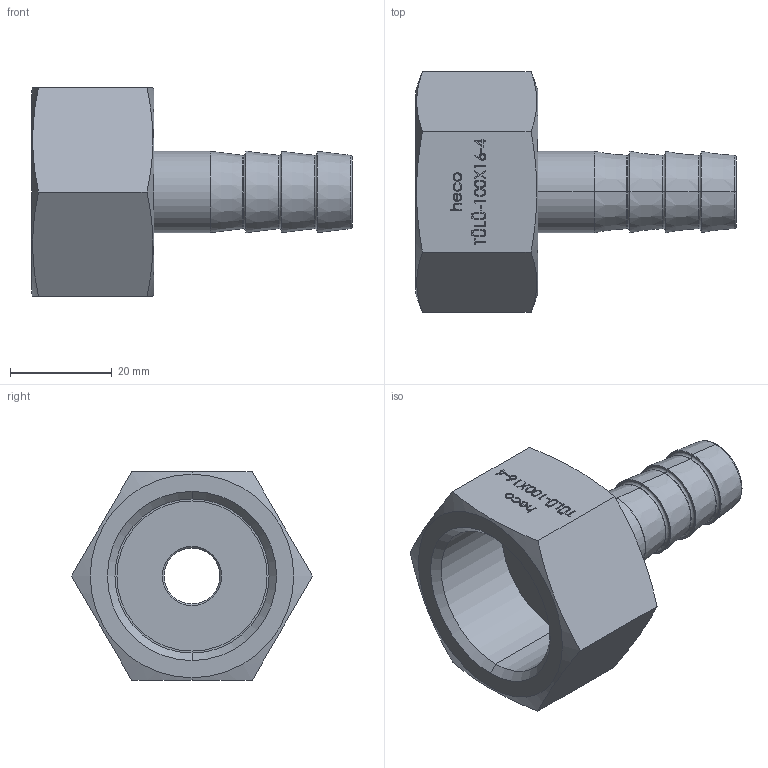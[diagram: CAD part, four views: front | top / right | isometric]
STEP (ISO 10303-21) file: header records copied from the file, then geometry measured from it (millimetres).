
FILE_DESCRIPTION (( 'STEP AP214' ), '1' );
FILE_NAME ('TÜLÜ-100X16-4 Schlauchtülle mit Ü-Mutter 1807.STEP', '2018-07-02T11:39:01', ( '' ), ( '' ), 'SwSTEP 2.0', 'SolidWorks 2016', '' );
FILE_SCHEMA (( 'AUTOMOTIVE_DESIGN' ));
Length unit declared in the file: millimetre
Products named in the file (1): TÜLÜ-100X16-4 Schlauchtülle mit Ü-Mutter 1807
Bounding box: 63 x 47.34 x 41 mm (x, y, z)
Volume: 24510.4 mm3; surface area: 12887.5 mm2
Topology: 2 solids, 2 shells, 268 faces, 669 edges, 434 vertices
Faces by surface type: plane 126, bspline 92, cone 24, torus 16, cylinder 10
Entity records: 15110 total; most frequent: CARTESIAN_POINT 7066, ORIENTED_EDGE 1338, DIRECTION 899, EDGE_CURVE 669, VERTEX_POINT 434, LINE 393, VECTOR 393, EDGE_LOOP 301
